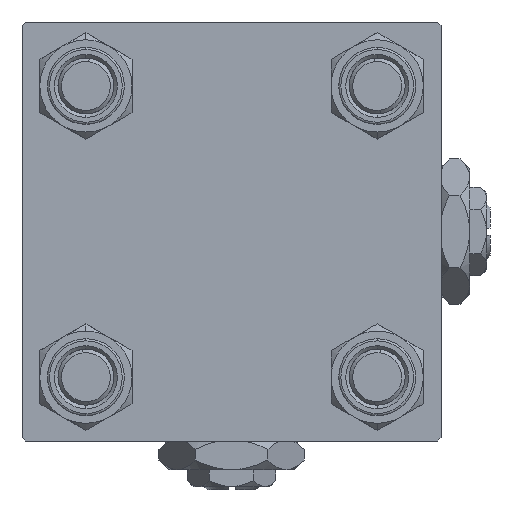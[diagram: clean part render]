
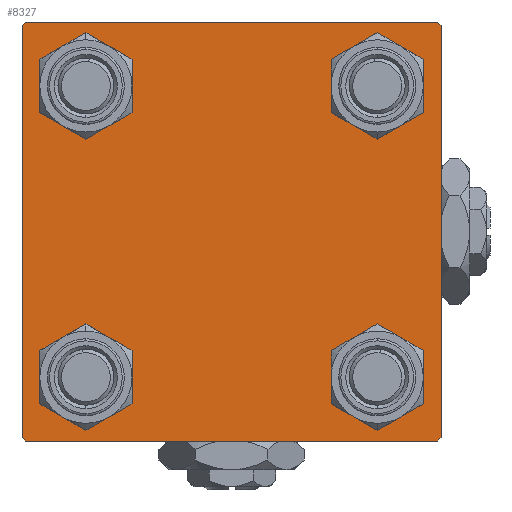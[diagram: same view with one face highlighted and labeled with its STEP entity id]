
A CAD part, left-side view. The second image highlights one B-rep face of the part: STEP entity #8327.
In plain terms, the highlighted planar face has unit normal (-1, 0, 0).
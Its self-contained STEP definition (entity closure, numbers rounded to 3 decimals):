
#132 = EDGE_LOOP ( 'NONE', ( #38677, #48755 ) ) ;
#410 = FACE_BOUND ( 'NONE', #47035, .T. ) ;
#1269 = CARTESIAN_POINT ( 'NONE',  ( 0., 30., 29.5 ) ) ;
#1332 = DIRECTION ( 'NONE',  ( 0., 0., 1. ) ) ;
#1538 = CARTESIAN_POINT ( 'NONE',  ( 0., -29.75, 29.75 ) ) ;
#1814 = EDGE_CURVE ( 'NONE', #21280, #40361, #2123, .T. ) ;
#1917 = VERTEX_POINT ( 'NONE', #27187 ) ;
#2123 = CIRCLE ( 'NONE', #35812, 4.5 ) ;
#2738 = EDGE_CURVE ( 'NONE', #17205, #11185, #46821, .T. ) ;
#3320 = VERTEX_POINT ( 'NONE', #22331 ) ;
#3469 = VERTEX_POINT ( 'NONE', #12259 ) ;
#3543 = CARTESIAN_POINT ( 'NONE',  ( 0., -20.85, -25.35 ) ) ;
#3625 = VERTEX_POINT ( 'NONE', #17798 ) ;
#3669 = CARTESIAN_POINT ( 'NONE',  ( 0., 29.5, 30. ) ) ;
#3925 = CIRCLE ( 'NONE', #19130, 4.5 ) ;
#4378 = FACE_BOUND ( 'NONE', #34938, .T. ) ;
#4452 = CIRCLE ( 'NONE', #11197, 4.5 ) ;
#4615 = ORIENTED_EDGE ( 'NONE', *, *, #11036, .F. ) ;
#5042 = DIRECTION ( 'NONE',  ( 1., 0., 0. ) ) ;
#5450 = CARTESIAN_POINT ( 'NONE',  ( 0., 29.75, 29.75 ) ) ;
#5593 = AXIS2_PLACEMENT_3D ( 'NONE', #8088, #51919, #44775 ) ;
#5914 = DIRECTION ( 'NONE',  ( 0., 0., -1. ) ) ;
#5916 = EDGE_CURVE ( 'NONE', #33038, #3320, #12209, .T. ) ;
#6418 = AXIS2_PLACEMENT_3D ( 'NONE', #37373, #37907, #16810 ) ;
#6484 = CARTESIAN_POINT ( 'NONE',  ( 0., -29.5, -30. ) ) ;
#7116 = AXIS2_PLACEMENT_3D ( 'NONE', #48080, #44389, #24066 ) ;
#7311 = CARTESIAN_POINT ( 'NONE',  ( 0., 20.85, -16.35 ) ) ;
#8088 = CARTESIAN_POINT ( 'NONE',  ( 0., 0., 0. ) ) ;
#8124 = EDGE_CURVE ( 'NONE', #30731, #19055, #41654, .T. ) ;
#8327 = ADVANCED_FACE ( 'NONE', ( #410, #48745, #4378, #52193, #12046 ), #16026, .T. ) ;
#8422 = EDGE_CURVE ( 'NONE', #26407, #39648, #45208, .T. ) ;
#9275 = EDGE_CURVE ( 'NONE', #11185, #17205, #3925, .T. ) ;
#10786 = VECTOR ( 'NONE', #51325, 1000. ) ;
#11015 = ORIENTED_EDGE ( 'NONE', *, *, #50500, .F. ) ;
#11036 = EDGE_CURVE ( 'NONE', #30731, #1917, #11847, .T. ) ;
#11182 = LINE ( 'NONE', #35463, #10786 ) ;
#11185 = VERTEX_POINT ( 'NONE', #12100 ) ;
#11197 = AXIS2_PLACEMENT_3D ( 'NONE', #39210, #31298, #47389 ) ;
#11328 = ORIENTED_EDGE ( 'NONE', *, *, #13908, .T. ) ;
#11538 = CARTESIAN_POINT ( 'NONE',  ( 0., -20.85, -20.85 ) ) ;
#11847 = LINE ( 'NONE', #38785, #14998 ) ;
#11954 = CARTESIAN_POINT ( 'NONE',  ( 0., 29.75, -29.75 ) ) ;
#12046 = FACE_OUTER_BOUND ( 'NONE', #25697, .T. ) ;
#12100 = CARTESIAN_POINT ( 'NONE',  ( 0., -20.85, -16.35 ) ) ;
#12209 = LINE ( 'NONE', #11954, #31783 ) ;
#12259 = CARTESIAN_POINT ( 'NONE',  ( 0., -20.85, 16.35 ) ) ;
#12795 = EDGE_CURVE ( 'NONE', #17110, #1917, #17923, .T. ) ;
#13486 = ORIENTED_EDGE ( 'NONE', *, *, #22554, .T. ) ;
#13908 = EDGE_CURVE ( 'NONE', #21538, #47173, #21057, .T. ) ;
#14011 = VECTOR ( 'NONE', #40027, 1000. ) ;
#14497 = CIRCLE ( 'NONE', #34715, 4.5 ) ;
#14888 = CARTESIAN_POINT ( 'NONE',  ( 0., 30., 30. ) ) ;
#14998 = VECTOR ( 'NONE', #15549, 1000. ) ;
#15233 = ORIENTED_EDGE ( 'NONE', *, *, #9275, .T. ) ;
#15549 = DIRECTION ( 'NONE',  ( 0., 0., -1. ) ) ;
#16026 = PLANE ( 'NONE',  #5593 ) ;
#16810 = DIRECTION ( 'NONE',  ( 0., 0., 1. ) ) ;
#17110 = VERTEX_POINT ( 'NONE', #6484 ) ;
#17205 = VERTEX_POINT ( 'NONE', #3543 ) ;
#17798 = CARTESIAN_POINT ( 'NONE',  ( 0., -20.85, 25.35 ) ) ;
#17923 = LINE ( 'NONE', #19728, #44527 ) ;
#18582 = VECTOR ( 'NONE', #33180, 1000. ) ;
#18951 = EDGE_CURVE ( 'NONE', #3625, #3469, #14497, .T. ) ;
#19055 = VERTEX_POINT ( 'NONE', #39333 ) ;
#19130 = AXIS2_PLACEMENT_3D ( 'NONE', #11538, #27657, #43745 ) ;
#19728 = CARTESIAN_POINT ( 'NONE',  ( 0., -29.75, -29.75 ) ) ;
#19984 = LINE ( 'NONE', #23934, #14011 ) ;
#20226 = ORIENTED_EDGE ( 'NONE', *, *, #22791, .T. ) ;
#20743 = ORIENTED_EDGE ( 'NONE', *, *, #2738, .T. ) ;
#21057 = LINE ( 'NONE', #5450, #18582 ) ;
#21280 = VERTEX_POINT ( 'NONE', #50710 ) ;
#21454 = AXIS2_PLACEMENT_3D ( 'NONE', #36905, #41117, #24499 ) ;
#21538 = VERTEX_POINT ( 'NONE', #3669 ) ;
#21700 = DIRECTION ( 'NONE',  ( 1., 0., 0. ) ) ;
#22331 = CARTESIAN_POINT ( 'NONE',  ( 0., 29.5, -30. ) ) ;
#22470 = CARTESIAN_POINT ( 'NONE',  ( 0., -20.85, 20.85 ) ) ;
#22554 = EDGE_CURVE ( 'NONE', #39648, #26407, #4452, .T. ) ;
#22556 = LINE ( 'NONE', #14888, #41618 ) ;
#22791 = EDGE_CURVE ( 'NONE', #47173, #33038, #22556, .T. ) ;
#22830 = ORIENTED_EDGE ( 'NONE', *, *, #18951, .T. ) ;
#23934 = CARTESIAN_POINT ( 'NONE',  ( 0., 30., 30. ) ) ;
#24066 = DIRECTION ( 'NONE',  ( 0., 0., 1. ) ) ;
#24499 = DIRECTION ( 'NONE',  ( 0., 0., 1. ) ) ;
#24976 = VECTOR ( 'NONE', #29268, 1000. ) ;
#25697 = EDGE_LOOP ( 'NONE', ( #20226, #49300, #45824, #36522, #4615, #48261, #11015, #11328 ) ) ;
#26172 = CARTESIAN_POINT ( 'NONE',  ( 0., -20.85, -20.85 ) ) ;
#26407 = VERTEX_POINT ( 'NONE', #36865 ) ;
#26436 = DIRECTION ( 'NONE',  ( 0., 0., 1. ) ) ;
#27187 = CARTESIAN_POINT ( 'NONE',  ( 0., -30., -29.5 ) ) ;
#27657 = DIRECTION ( 'NONE',  ( 1., 0., 0. ) ) ;
#28063 = DIRECTION ( 'NONE',  ( 0., -0.707, -0.707 ) ) ;
#29190 = CARTESIAN_POINT ( 'NONE',  ( 0., -30., 29.5 ) ) ;
#29268 = DIRECTION ( 'NONE',  ( 0., 0.707, 0.707 ) ) ;
#29283 = EDGE_CURVE ( 'NONE', #3469, #3625, #44199, .T. ) ;
#30731 = VERTEX_POINT ( 'NONE', #29190 ) ;
#31298 = DIRECTION ( 'NONE',  ( 1., 0., 0. ) ) ;
#31783 = VECTOR ( 'NONE', #28063, 1000. ) ;
#32118 = CARTESIAN_POINT ( 'NONE',  ( 0., 20.85, 16.35 ) ) ;
#33030 = DIRECTION ( 'NONE',  ( 0., 0., 1. ) ) ;
#33038 = VERTEX_POINT ( 'NONE', #38562 ) ;
#33180 = DIRECTION ( 'NONE',  ( 0., 0.707, -0.707 ) ) ;
#33277 = CARTESIAN_POINT ( 'NONE',  ( 0., 20.85, 20.85 ) ) ;
#34406 = ORIENTED_EDGE ( 'NONE', *, *, #8422, .T. ) ;
#34715 = AXIS2_PLACEMENT_3D ( 'NONE', #22470, #21700, #26436 ) ;
#34938 = EDGE_LOOP ( 'NONE', ( #13486, #34406 ) ) ;
#35463 = CARTESIAN_POINT ( 'NONE',  ( 0., 30., -30. ) ) ;
#35812 = AXIS2_PLACEMENT_3D ( 'NONE', #33277, #49392, #1332 ) ;
#36522 = ORIENTED_EDGE ( 'NONE', *, *, #12795, .T. ) ;
#36865 = CARTESIAN_POINT ( 'NONE',  ( 0., 20.85, -25.35 ) ) ;
#36905 = CARTESIAN_POINT ( 'NONE',  ( 0., -20.85, 20.85 ) ) ;
#36927 = EDGE_CURVE ( 'NONE', #3320, #17110, #11182, .T. ) ;
#37373 = CARTESIAN_POINT ( 'NONE',  ( 0., 20.85, -20.85 ) ) ;
#37907 = DIRECTION ( 'NONE',  ( 1., 0., 0. ) ) ;
#38562 = CARTESIAN_POINT ( 'NONE',  ( 0., 30., -29.5 ) ) ;
#38677 = ORIENTED_EDGE ( 'NONE', *, *, #1814, .T. ) ;
#38785 = CARTESIAN_POINT ( 'NONE',  ( 0., -30., 30. ) ) ;
#39210 = CARTESIAN_POINT ( 'NONE',  ( 0., 20.85, -20.85 ) ) ;
#39333 = CARTESIAN_POINT ( 'NONE',  ( 0., -29.5, 30. ) ) ;
#39531 = DIRECTION ( 'NONE',  ( 0., -0.707, 0.707 ) ) ;
#39648 = VERTEX_POINT ( 'NONE', #7311 ) ;
#40027 = DIRECTION ( 'NONE',  ( 0., -1., 0. ) ) ;
#40075 = AXIS2_PLACEMENT_3D ( 'NONE', #26172, #5042, #33030 ) ;
#40361 = VERTEX_POINT ( 'NONE', #32118 ) ;
#41117 = DIRECTION ( 'NONE',  ( 1., 0., 0. ) ) ;
#41618 = VECTOR ( 'NONE', #5914, 1000. ) ;
#41654 = LINE ( 'NONE', #1538, #24976 ) ;
#43745 = DIRECTION ( 'NONE',  ( 0., 0., 1. ) ) ;
#44048 = ORIENTED_EDGE ( 'NONE', *, *, #29283, .T. ) ;
#44199 = CIRCLE ( 'NONE', #21454, 4.5 ) ;
#44389 = DIRECTION ( 'NONE',  ( 1., 0., 0. ) ) ;
#44527 = VECTOR ( 'NONE', #39531, 1000. ) ;
#44775 = DIRECTION ( 'NONE',  ( 0., 0., 1. ) ) ;
#45208 = CIRCLE ( 'NONE', #6418, 4.5 ) ;
#45824 = ORIENTED_EDGE ( 'NONE', *, *, #36927, .T. ) ;
#46676 = EDGE_CURVE ( 'NONE', #40361, #21280, #47585, .T. ) ;
#46821 = CIRCLE ( 'NONE', #40075, 4.5 ) ;
#47035 = EDGE_LOOP ( 'NONE', ( #22830, #44048 ) ) ;
#47173 = VERTEX_POINT ( 'NONE', #1269 ) ;
#47389 = DIRECTION ( 'NONE',  ( 0., 0., 1. ) ) ;
#47585 = CIRCLE ( 'NONE', #7116, 4.5 ) ;
#48080 = CARTESIAN_POINT ( 'NONE',  ( 0., 20.85, 20.85 ) ) ;
#48145 = EDGE_LOOP ( 'NONE', ( #15233, #20743 ) ) ;
#48261 = ORIENTED_EDGE ( 'NONE', *, *, #8124, .T. ) ;
#48745 = FACE_BOUND ( 'NONE', #48145, .T. ) ;
#48755 = ORIENTED_EDGE ( 'NONE', *, *, #46676, .T. ) ;
#49300 = ORIENTED_EDGE ( 'NONE', *, *, #5916, .T. ) ;
#49392 = DIRECTION ( 'NONE',  ( 1., 0., 0. ) ) ;
#50500 = EDGE_CURVE ( 'NONE', #21538, #19055, #19984, .T. ) ;
#50710 = CARTESIAN_POINT ( 'NONE',  ( 0., 20.85, 25.35 ) ) ;
#51325 = DIRECTION ( 'NONE',  ( 0., -1., 0. ) ) ;
#51919 = DIRECTION ( 'NONE',  ( -1., 0., 0. ) ) ;
#52193 = FACE_BOUND ( 'NONE', #132, .T. ) ;
